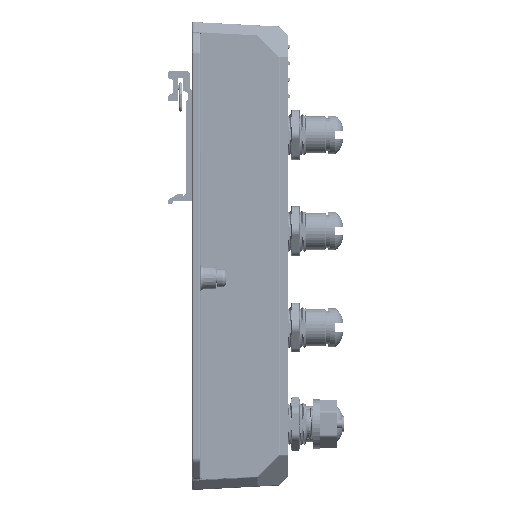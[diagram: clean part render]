
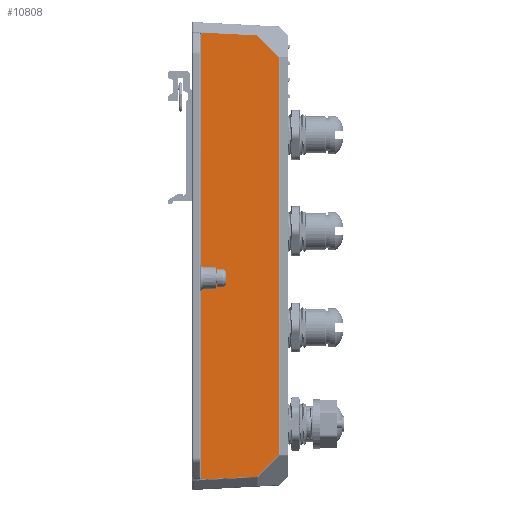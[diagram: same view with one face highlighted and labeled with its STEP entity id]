
A CAD part, left-side view. The second image highlights one B-rep face of the part: STEP entity #10808.
In plain terms, the highlighted planar face has unit normal (-0.999, -0.052, 0).
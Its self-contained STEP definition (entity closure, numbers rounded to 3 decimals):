
#774=DIRECTION('',(0.037,-0.706,0.707));
#775=VECTOR('',#774,11.165);
#776=CARTESIAN_POINT('',(-73.763,-23.6,
-80.061));
#777=LINE('',#776,#775);
#778=CARTESIAN_POINT('',(-74.788,-4.05,
-81.086));
#779=CARTESIAN_POINT('',(-74.446,-10.567,
-80.744));
#780=CARTESIAN_POINT('',(-74.105,-17.083,
-80.403));
#781=CARTESIAN_POINT('',(-73.763,-23.6,
-80.061));
#783=CARTESIAN_POINT('',(-74.828,-3.284,
-80.626));
#784=CARTESIAN_POINT('',(-74.824,-3.363,
-80.718));
#785=CARTESIAN_POINT('',(-74.816,-3.51,
-80.886));
#786=CARTESIAN_POINT('',(-74.802,-3.779,
-81.06));
#787=CARTESIAN_POINT('',(-74.793,-3.958,
-81.09));
#788=CARTESIAN_POINT('',(-74.788,-4.05,
-81.086));
#790=DIRECTION('',(0.,0.,1.));
#791=VECTOR('',#790,161.253);
#792=CARTESIAN_POINT('',(-74.828,-3.284,
-80.626));
#793=LINE('',#792,#791);
#794=CARTESIAN_POINT('',(-74.788,-4.05,81.086));
#795=CARTESIAN_POINT('',(-74.793,-3.958,81.09));
#796=CARTESIAN_POINT('',(-74.802,-3.779,81.06));
#797=CARTESIAN_POINT('',(-74.816,-3.511,80.887));
#798=CARTESIAN_POINT('',(-74.824,-3.364,80.718));
#799=CARTESIAN_POINT('',(-74.828,-3.284,80.626));
#801=CARTESIAN_POINT('',(-73.763,-23.6,80.061));
#802=CARTESIAN_POINT('',(-74.105,-17.083,80.403));
#803=CARTESIAN_POINT('',(-74.446,-10.567,80.744));
#804=CARTESIAN_POINT('',(-74.788,-4.05,81.086));
#806=DIRECTION('',(-0.037,0.706,0.707));
#807=VECTOR('',#806,11.165);
#808=CARTESIAN_POINT('',(-73.35,-31.484,72.166));
#809=LINE('',#808,#807);
#810=CARTESIAN_POINT('',(-73.35,-31.484,72.166));
#811=CARTESIAN_POINT('',(-73.35,-31.484,48.111));
#812=CARTESIAN_POINT('',(-73.35,-31.484,24.055));
#813=CARTESIAN_POINT('',(-73.35,-31.484,
0.));
#815=CARTESIAN_POINT('',(-73.35,-31.484,
0.));
#816=CARTESIAN_POINT('',(-73.35,-31.484,
-24.055));
#817=CARTESIAN_POINT('',(-73.35,-31.484,
-48.111));
#818=CARTESIAN_POINT('',(-73.35,-31.484,
-72.166));
#1143=CARTESIAN_POINT('',(-74.828,-3.284,
80.626));
#8088=VERTEX_POINT('',#1143);
#8090=VERTEX_POINT('',#783);
#8091=VERTEX_POINT('',#788);
#8249=CARTESIAN_POINT('',(-73.763,-23.6,
-80.061));
#8250=VERTEX_POINT('',#8249);
#8253=CARTESIAN_POINT('',(-73.35,-31.484,
-72.166));
#8254=VERTEX_POINT('',#8253);
#8306=CARTESIAN_POINT('',(-73.35,-31.484,
72.166));
#8307=CARTESIAN_POINT('',(-73.763,-23.6,
80.061));
#8308=VERTEX_POINT('',#8306);
#8309=VERTEX_POINT('',#8307);
#8328=VERTEX_POINT('',#815);
#8331=VERTEX_POINT('',#794);
#10785=CARTESIAN_POINT('',(-76.027,19.599,0.));
#10786=DIRECTION('',(-0.999,-0.052,0.));
#10787=DIRECTION('',(0.,0.,-1.));
#10788=AXIS2_PLACEMENT_3D('',#10785,#10786,#10787);
#10789=PLANE('',#10788);
#10791=ORIENTED_EDGE('',*,*,#10790,.F.);
#10793=ORIENTED_EDGE('',*,*,#10792,.F.);
#10795=ORIENTED_EDGE('',*,*,#10794,.F.);
#10797=ORIENTED_EDGE('',*,*,#10796,.T.);
#10799=ORIENTED_EDGE('',*,*,#10798,.F.);
#10800=ORIENTED_EDGE('',*,*,#10484,.F.);
#10801=ORIENTED_EDGE('',*,*,#10775,.F.);
#10803=ORIENTED_EDGE('',*,*,#10802,.T.);
#10805=ORIENTED_EDGE('',*,*,#10804,.T.);
#10806=EDGE_LOOP('',(#10791,#10793,#10795,#10797,#10799,#10800,#10801,#10803,
#10805));
#10807=FACE_OUTER_BOUND('',#10806,.F.);
#10808=ADVANCED_FACE('',(#10807),#10789,.T.);
#782=B_SPLINE_CURVE_WITH_KNOTS('',3,(#778,#779,#780,#781),.UNSPECIFIED.,.F.,.F.,
(4,4),(0.,1.),.UNSPECIFIED.);
#789=B_SPLINE_CURVE_WITH_KNOTS('',3,(#783,#784,#785,#786,#787,#788),
.UNSPECIFIED.,.F.,.F.,(4,1,1,4),(0.,0.333,0.667,1.),
.UNSPECIFIED.);
#800=B_SPLINE_CURVE_WITH_KNOTS('',3,(#794,#795,#796,#797,#798,#799),
.UNSPECIFIED.,.F.,.F.,(4,1,1,4),(0.,0.333,0.667,1.),
.UNSPECIFIED.);
#805=B_SPLINE_CURVE_WITH_KNOTS('',3,(#801,#802,#803,#804),.UNSPECIFIED.,.F.,.F.,
(4,4),(0.,1.),.UNSPECIFIED.);
#814=B_SPLINE_CURVE_WITH_KNOTS('',3,(#810,#811,#812,#813),.UNSPECIFIED.,.F.,.F.,
(4,4),(0.,1.),.UNSPECIFIED.);
#819=B_SPLINE_CURVE_WITH_KNOTS('',3,(#815,#816,#817,#818),.UNSPECIFIED.,.F.,.F.,
(4,4),(0.,1.),.UNSPECIFIED.);
#10484=EDGE_CURVE('',#8309,#8331,#805,.T.);
#10775=EDGE_CURVE('',#8308,#8309,#809,.T.);
#10790=EDGE_CURVE('',#8250,#8254,#777,.T.);
#10792=EDGE_CURVE('',#8091,#8250,#782,.T.);
#10794=EDGE_CURVE('',#8090,#8091,#789,.T.);
#10796=EDGE_CURVE('',#8090,#8088,#793,.T.);
#10798=EDGE_CURVE('',#8331,#8088,#800,.T.);
#10802=EDGE_CURVE('',#8308,#8328,#814,.T.);
#10804=EDGE_CURVE('',#8328,#8254,#819,.T.);
